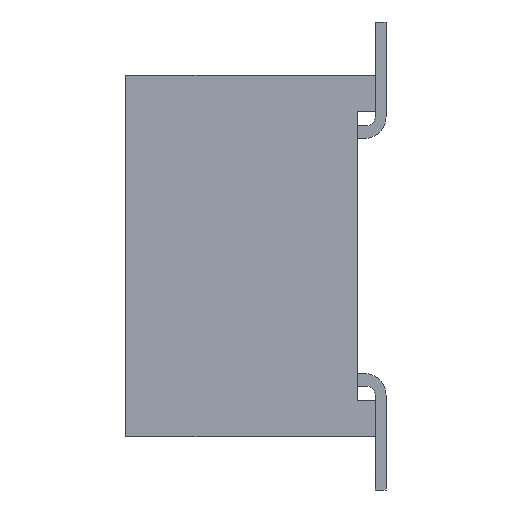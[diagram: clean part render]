
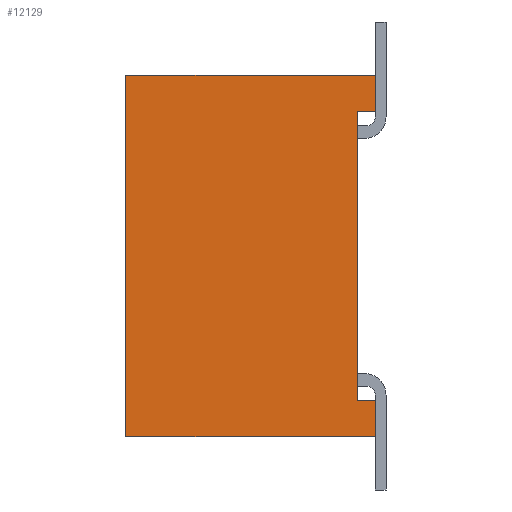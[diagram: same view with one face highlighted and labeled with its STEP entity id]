
A CAD part, left-side view. The second image highlights one B-rep face of the part: STEP entity #12129.
In plain terms, the highlighted planar face has unit normal (-1, 0, 0).
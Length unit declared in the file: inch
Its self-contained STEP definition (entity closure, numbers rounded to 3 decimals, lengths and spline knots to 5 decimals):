
#132=ORIENTED_EDGE('',*,*,#3676,.T.);
#133=ORIENTED_EDGE('',*,*,#3677,.T.);
#134=ORIENTED_EDGE('',*,*,#3678,.F.);
#135=ORIENTED_EDGE('',*,*,#3679,.F.);
#136=ORIENTED_EDGE('',*,*,#3680,.T.);
#137=ORIENTED_EDGE('',*,*,#3681,.T.);
#138=ORIENTED_EDGE('',*,*,#3682,.T.);
#139=ORIENTED_EDGE('',*,*,#3683,.T.);
#3676=EDGE_CURVE('',#5448,#5449,#6608,.T.);
#3677=EDGE_CURVE('',#5449,#5450,#6609,.T.);
#3678=EDGE_CURVE('',#5451,#5450,#6610,.T.);
#3679=EDGE_CURVE('',#5452,#5451,#6611,.T.);
#3680=EDGE_CURVE('',#5452,#5453,#6612,.T.);
#3681=EDGE_CURVE('',#5453,#5454,#6613,.T.);
#3682=EDGE_CURVE('',#5454,#5455,#6614,.T.);
#3683=EDGE_CURVE('',#5455,#5448,#6615,.T.);
#5448=VERTEX_POINT('',#16582);
#5449=VERTEX_POINT('',#16583);
#5450=VERTEX_POINT('',#16585);
#5451=VERTEX_POINT('',#16587);
#5452=VERTEX_POINT('',#16589);
#5453=VERTEX_POINT('',#16591);
#5454=VERTEX_POINT('',#16593);
#5455=VERTEX_POINT('',#16595);
#6608=LINE('',#16581,#8316);
#6609=LINE('',#16584,#8317);
#6610=LINE('',#16586,#8318);
#6611=LINE('',#16588,#8319);
#6612=LINE('',#16590,#8320);
#6613=LINE('',#16592,#8321);
#6614=LINE('',#16594,#8322);
#6615=LINE('',#16596,#8323);
#8316=VECTOR('',#13489,39.37008);
#8317=VECTOR('',#13490,39.37008);
#8318=VECTOR('',#13491,39.37008);
#8319=VECTOR('',#13492,39.37008);
#8320=VECTOR('',#13493,39.37008);
#8321=VECTOR('',#13494,39.37008);
#8322=VECTOR('',#13495,39.37008);
#8323=VECTOR('',#13496,39.37008);
#10024=EDGE_LOOP('',(#132,#133,#134,#135,#136,#137,#138,#139));
#10780=FACE_BOUND('',#10024,.T.);
#11536=PLANE('',#12793);
#12129=ADVANCED_FACE('',(#10780),#11536,.F.);
#12793=AXIS2_PLACEMENT_3D('',#16580,#13487,#13488);
#13487=DIRECTION('',(1.,0.,0.));
#13488=DIRECTION('',(0.,0.,-1.));
#13489=DIRECTION('',(0.,-1.,0.));
#13490=DIRECTION('',(0.,0.,1.));
#13491=DIRECTION('',(0.,-1.,0.));
#13492=DIRECTION('',(0.,0.,1.));
#13493=DIRECTION('',(0.,-1.,0.));
#13494=DIRECTION('',(0.,0.,1.));
#13495=DIRECTION('',(0.,1.,0.));
#13496=DIRECTION('',(0.,0.,1.));
#16580=CARTESIAN_POINT('',(-0.4,0.138,-0.1));
#16581=CARTESIAN_POINT('',(-0.4,0.01,0.08));
#16582=CARTESIAN_POINT('',(-0.4,0.01,0.08));
#16583=CARTESIAN_POINT('',(-0.4,0.,0.08));
#16584=CARTESIAN_POINT('',(-0.4,0.,-0.1));
#16585=CARTESIAN_POINT('',(-0.4,0.,0.1));
#16586=CARTESIAN_POINT('',(-0.4,0.138,0.1));
#16587=CARTESIAN_POINT('',(-0.4,0.138,0.1));
#16588=CARTESIAN_POINT('',(-0.4,0.138,-0.1));
#16589=CARTESIAN_POINT('',(-0.4,0.138,-0.1));
#16590=CARTESIAN_POINT('',(-0.4,0.138,-0.1));
#16591=CARTESIAN_POINT('',(-0.4,0.,-0.1));
#16592=CARTESIAN_POINT('',(-0.4,0.,-0.1));
#16593=CARTESIAN_POINT('',(-0.4,0.,-0.08));
#16594=CARTESIAN_POINT('',(-0.4,0.,-0.08));
#16595=CARTESIAN_POINT('',(-0.4,0.01,-0.08));
#16596=CARTESIAN_POINT('',(-0.4,0.01,-0.08));
